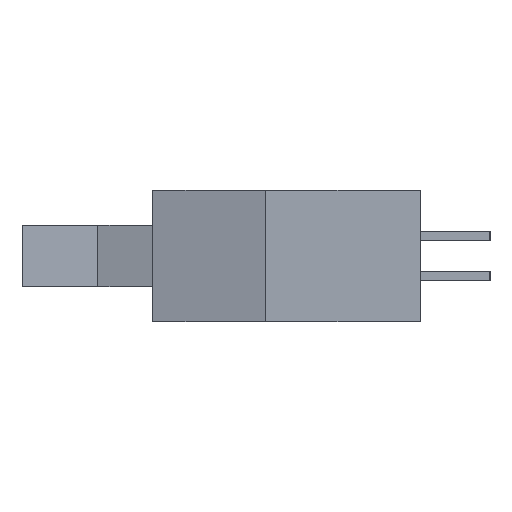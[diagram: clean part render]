
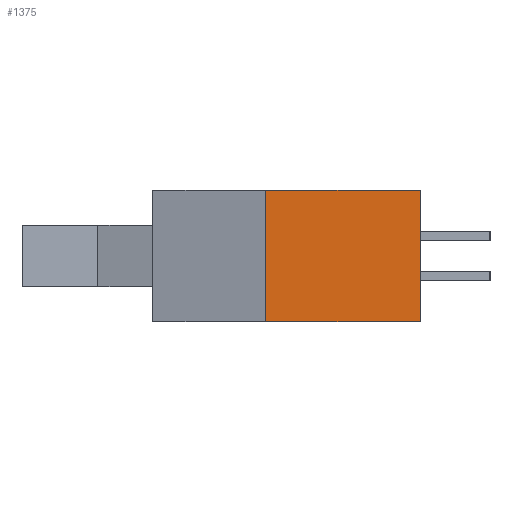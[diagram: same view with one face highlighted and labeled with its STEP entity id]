
A CAD part, left-side view. The second image highlights one B-rep face of the part: STEP entity #1375.
In plain terms, the highlighted planar face has unit normal (-1, 0, 0).
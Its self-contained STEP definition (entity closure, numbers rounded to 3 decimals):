
#1375=ADVANCED_FACE('',(#2387),#1883,.T.);
#1883=PLANE('',#10662);
#2387=FACE_OUTER_BOUND('',#2889,.T.);
#2889=EDGE_LOOP('',(#4825,#4826,#4827,#4828));
#4825=ORIENTED_EDGE('',*,*,#7500,.T.);
#4826=ORIENTED_EDGE('',*,*,#7501,.T.);
#4827=ORIENTED_EDGE('',*,*,#7502,.T.);
#4828=ORIENTED_EDGE('',*,*,#7497,.F.);
#6303=VERTEX_POINT('',#15259);
#6304=VERTEX_POINT('',#15261);
#6306=VERTEX_POINT('',#15267);
#6307=VERTEX_POINT('',#15269);
#7497=EDGE_CURVE('',#6303,#6304,#8762,.T.);
#7500=EDGE_CURVE('',#6303,#6306,#8765,.T.);
#7501=EDGE_CURVE('',#6306,#6307,#8766,.T.);
#7502=EDGE_CURVE('',#6307,#6304,#8767,.T.);
#8762=LINE('',#15260,#10019);
#8765=LINE('',#15266,#10022);
#8766=LINE('',#15268,#10023);
#8767=LINE('',#15270,#10024);
#10019=VECTOR('',#12685,1.);
#10022=VECTOR('',#12690,1.);
#10023=VECTOR('',#12691,1.);
#10024=VECTOR('',#12692,1.);
#10662=AXIS2_PLACEMENT_3D('',#15271,#12693,#12694);
#12685=DIRECTION('',(0.,0.,1.));
#12690=DIRECTION('',(0.,-1.,0.));
#12691=DIRECTION('',(0.,0.,1.));
#12692=DIRECTION('',(0.,1.,0.));
#12693=DIRECTION('',(-1.,0.,0.));
#12694=DIRECTION('',(0.,-1.,0.));
#15259=CARTESIAN_POINT('',(-31.573,12.59,0.));
#15260=CARTESIAN_POINT('',(-31.573,12.59,0.));
#15261=CARTESIAN_POINT('',(-31.573,12.59,8.5));
#15266=CARTESIAN_POINT('',(-31.573,12.59,0.));
#15267=CARTESIAN_POINT('',(-31.573,2.59,0.));
#15268=CARTESIAN_POINT('',(-31.573,2.59,0.));
#15269=CARTESIAN_POINT('',(-31.573,2.59,8.5));
#15270=CARTESIAN_POINT('',(-31.573,2.59,8.5));
#15271=CARTESIAN_POINT('',(-31.573,12.59,0.));
